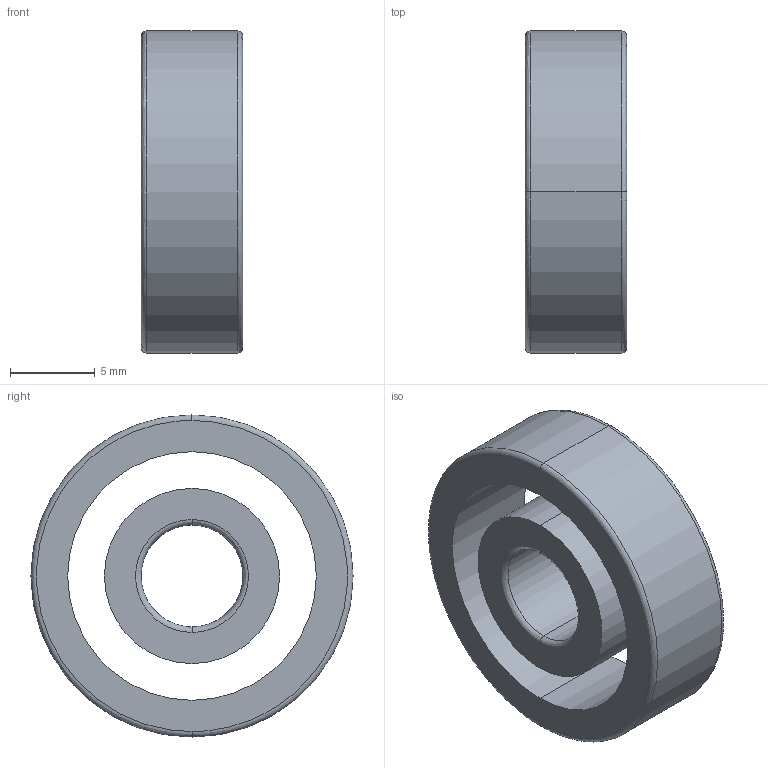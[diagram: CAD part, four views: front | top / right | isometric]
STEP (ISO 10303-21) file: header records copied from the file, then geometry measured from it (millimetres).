
FILE_DESCRIPTION (( 'STEP AP203' ), '1' );
FILE_NAME ('Roulement a billes 6BC02_Défaut_sldprt.STEP', '2024-09-06T13:40:08', ( '' ), ( '' ), 'SwSTEP 2.0', 'SolidWorks 2020', '' );
FILE_SCHEMA (( 'CONFIG_CONTROL_DESIGN' ));
Length unit declared in the file: millimetre
Products named in the file (1): Roulement a billes 6BC02_Défaut_sldprt
Bounding box: 6 x 19 x 19 mm (x, y, z)
Volume: 1017.6 mm3; surface area: 1261 mm2
Topology: 2 solids, 2 shells, 20 faces, 40 edges, 24 vertices
Faces by surface type: bspline 8, cylinder 8, plane 4
Entity records: 845 total; most frequent: CARTESIAN_POINT 375, DIRECTION 82, ORIENTED_EDGE 80, EDGE_CURVE 40, AXIS2_PLACEMENT_3D 37, CIRCLE 24, EDGE_LOOP 24, VERTEX_POINT 24
